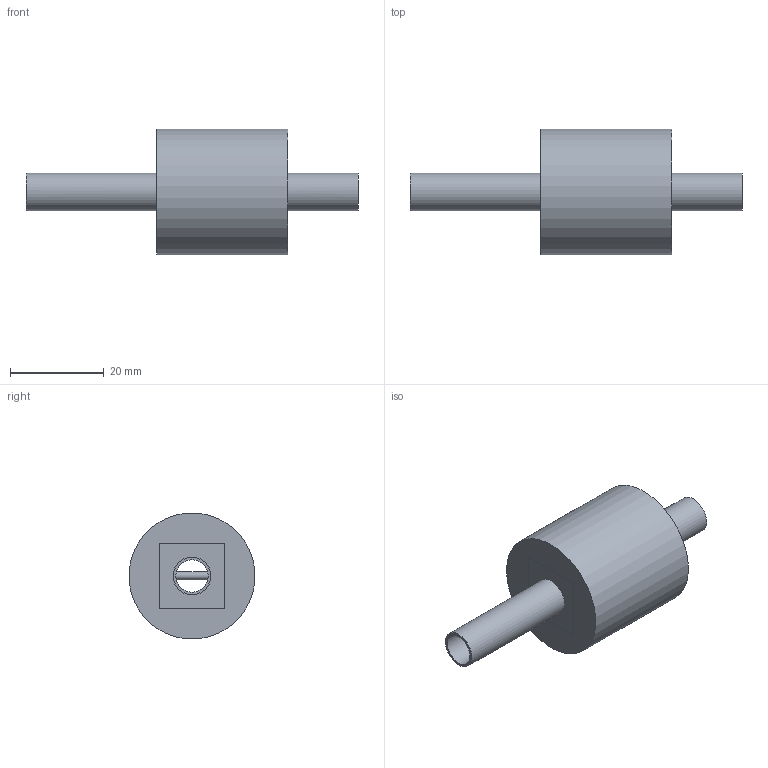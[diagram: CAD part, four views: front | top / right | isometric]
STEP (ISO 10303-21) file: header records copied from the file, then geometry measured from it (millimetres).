
FILE_DESCRIPTION(/* description */ (''),/* implementation_level */ '2;1');
FILE_NAME(/* name */ 'Puller Achsaufnahme.step',/* time_stamp */ '2022-09-22T17:23:38+02:00',/* author */ (''),/* organization */ (''),/* preprocessor_version */ 'ST-DEVELOPER v19',/* originating_system */ 'Autodesk Translation Framework v11.7.0.108',/* authorisation */ '');
FILE_SCHEMA (('AUTOMOTIVE_DESIGN { 1 0 10303 214 3 1 1 }'));
Length unit declared in the file: millimetre
Products named in the file (2): Puller Complete; Pullersystem finished
Assembly tree (1 placements, depth 2):
  Puller Complete
    Pullersystem finished
Bounding box: 71 x 26.9 x 26.9 mm (x, y, z)
Volume: 15489.1 mm3; surface area: 10936.4 mm2
Topology: 5 solids, 5 shells, 48 faces, 102 edges, 72 vertices
Faces by surface type: plane 28, cylinder 20
Full cylindrical faces by diameter (mm): 1 x4, 1.7 x6, 4 x2, 6 x2, 6.884 x1, 8 x1, 8.1 x1, 27 x1
Entity records: 1821 total; most frequent: CARTESIAN_POINT 633, DIRECTION 212, ORIENTED_EDGE 204, EDGE_CURVE 102, AXIS2_PLACEMENT_3D 83, VERTEX_POINT 72, EDGE_LOOP 70, FACE_OUTER_BOUND 48
